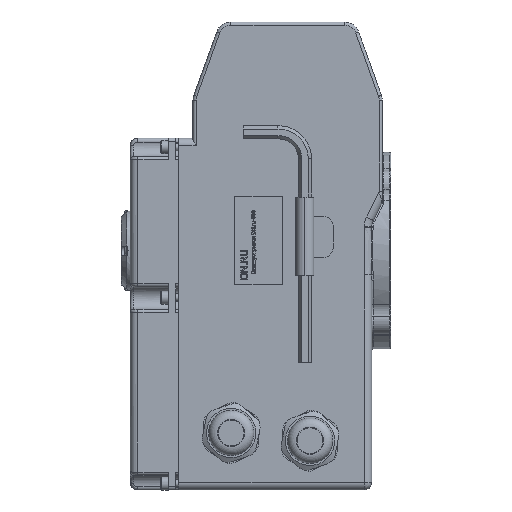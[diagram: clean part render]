
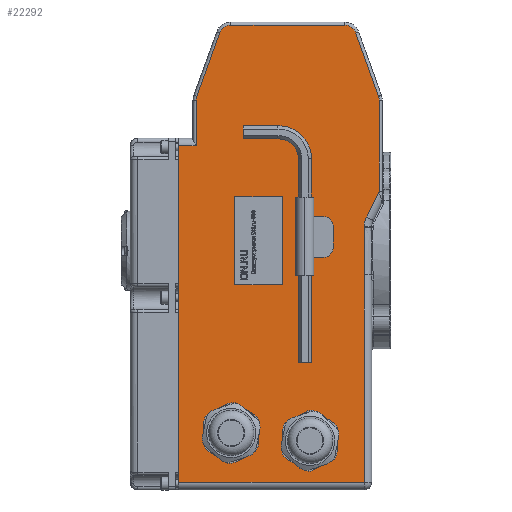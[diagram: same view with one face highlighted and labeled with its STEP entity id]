
A CAD part, left-side view. The second image highlights one B-rep face of the part: STEP entity #22292.
In plain terms, the highlighted planar face has unit normal (-1, 0, 0).
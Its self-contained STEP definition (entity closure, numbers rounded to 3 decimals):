
#490=B_SPLINE_CURVE_WITH_KNOTS('',3,(#31773,#31774,#31775,#31776,#31777,
#31778,#31779),.UNSPECIFIED.,.F.,.F.,(4,1,1,1,4),(9.795,10.696,
11.597,12.273,12.949),.UNSPECIFIED.);
#491=B_SPLINE_CURVE_WITH_KNOTS('',3,(#31781,#31782,#31783,#31784),
 .UNSPECIFIED.,.F.,.F.,(4,4),(0.654,0.724),
 .UNSPECIFIED.);
#1199=FACE_BOUND('',#3174,.T.);
#1299=PLANE('',#23920);
#1923=FACE_OUTER_BOUND('',#3173,.T.);
#3173=EDGE_LOOP('',(#14716,#14717,#14718,#14719,#14720,#14721,#14722,#14723,
#14724,#14725,#14726,#14727,#14728,#14729,#14730,#14731,#14732));
#3174=EDGE_LOOP('',(#14733,#14734,#14735,#14736));
#4552=LINE('',#31557,#6367);
#4554=LINE('',#31569,#6369);
#4556=LINE('',#31581,#6371);
#4558=LINE('',#31593,#6373);
#4560=LINE('',#31605,#6375);
#4564=LINE('',#31756,#6379);
#4565=LINE('',#31765,#6380);
#4566=LINE('',#31767,#6381);
#4567=LINE('',#31769,#6382);
#4568=LINE('',#31771,#6383);
#4569=LINE('',#31788,#6384);
#4570=LINE('',#31790,#6385);
#4571=LINE('',#31792,#6386);
#4572=LINE('',#31793,#6387);
#6367=VECTOR('',#26085,10.);
#6369=VECTOR('',#26099,10.);
#6371=VECTOR('',#26113,10.);
#6373=VECTOR('',#26127,10.);
#6375=VECTOR('',#26141,10.);
#6379=VECTOR('',#26167,10.);
#6380=VECTOR('',#26172,10.);
#6381=VECTOR('',#26173,10.);
#6382=VECTOR('',#26174,10.);
#6383=VECTOR('',#26175,10.);
#6384=VECTOR('',#26178,10.);
#6385=VECTOR('',#26179,10.);
#6386=VECTOR('',#26180,10.);
#6387=VECTOR('',#26181,10.);
#8192=CIRCLE('',#23887,8.);
#8196=CIRCLE('',#23893,8.);
#8200=CIRCLE('',#23899,8.);
#8204=CIRCLE('',#23905,8.);
#8211=CIRCLE('',#23921,15.);
#9032=VERTEX_POINT('',#31543);
#9035=VERTEX_POINT('',#31548);
#9036=VERTEX_POINT('',#31559);
#9038=VERTEX_POINT('',#31565);
#9040=VERTEX_POINT('',#31571);
#9042=VERTEX_POINT('',#31577);
#9044=VERTEX_POINT('',#31583);
#9046=VERTEX_POINT('',#31589);
#9048=VERTEX_POINT('',#31595);
#9050=VERTEX_POINT('',#31601);
#9061=VERTEX_POINT('',#31755);
#9063=VERTEX_POINT('',#31764);
#9064=VERTEX_POINT('',#31766);
#9065=VERTEX_POINT('',#31768);
#9066=VERTEX_POINT('',#31770);
#9067=VERTEX_POINT('',#31772);
#9068=VERTEX_POINT('',#31780);
#9069=VERTEX_POINT('',#31786);
#9070=VERTEX_POINT('',#31787);
#9071=VERTEX_POINT('',#31789);
#9072=VERTEX_POINT('',#31791);
#11236=EDGE_CURVE('',#9035,#9032,#4552,.T.);
#11239=EDGE_CURVE('',#9032,#9036,#8192,.T.);
#11242=EDGE_CURVE('',#9036,#9038,#4554,.T.);
#11245=EDGE_CURVE('',#9038,#9040,#8196,.T.);
#11248=EDGE_CURVE('',#9040,#9042,#4556,.T.);
#11251=EDGE_CURVE('',#9042,#9044,#8200,.T.);
#11254=EDGE_CURVE('',#9044,#9046,#4558,.T.);
#11257=EDGE_CURVE('',#9046,#9048,#8204,.T.);
#11260=EDGE_CURVE('',#9048,#9050,#4560,.T.);
#11276=EDGE_CURVE('',#9050,#9061,#4564,.T.);
#11279=EDGE_CURVE('',#9063,#9035,#4565,.T.);
#11280=EDGE_CURVE('',#9064,#9063,#4566,.T.);
#11281=EDGE_CURVE('',#9065,#9064,#4567,.T.);
#11282=EDGE_CURVE('',#9066,#9065,#4568,.T.);
#11283=EDGE_CURVE('',#9067,#9066,#490,.T.);
#11284=EDGE_CURVE('',#9068,#9067,#491,.T.);
#11285=EDGE_CURVE('',#9061,#9068,#8211,.T.);
#11286=EDGE_CURVE('',#9069,#9070,#4569,.T.);
#11287=EDGE_CURVE('',#9070,#9071,#4570,.T.);
#11288=EDGE_CURVE('',#9071,#9072,#4571,.T.);
#11289=EDGE_CURVE('',#9072,#9069,#4572,.T.);
#14716=ORIENTED_EDGE('',*,*,#11260,.F.);
#14717=ORIENTED_EDGE('',*,*,#11257,.F.);
#14718=ORIENTED_EDGE('',*,*,#11254,.F.);
#14719=ORIENTED_EDGE('',*,*,#11251,.F.);
#14720=ORIENTED_EDGE('',*,*,#11248,.F.);
#14721=ORIENTED_EDGE('',*,*,#11245,.F.);
#14722=ORIENTED_EDGE('',*,*,#11242,.F.);
#14723=ORIENTED_EDGE('',*,*,#11239,.F.);
#14724=ORIENTED_EDGE('',*,*,#11236,.F.);
#14725=ORIENTED_EDGE('',*,*,#11279,.F.);
#14726=ORIENTED_EDGE('',*,*,#11280,.F.);
#14727=ORIENTED_EDGE('',*,*,#11281,.F.);
#14728=ORIENTED_EDGE('',*,*,#11282,.F.);
#14729=ORIENTED_EDGE('',*,*,#11283,.F.);
#14730=ORIENTED_EDGE('',*,*,#11284,.F.);
#14731=ORIENTED_EDGE('',*,*,#11285,.F.);
#14732=ORIENTED_EDGE('',*,*,#11276,.F.);
#14733=ORIENTED_EDGE('',*,*,#11286,.T.);
#14734=ORIENTED_EDGE('',*,*,#11287,.T.);
#14735=ORIENTED_EDGE('',*,*,#11288,.T.);
#14736=ORIENTED_EDGE('',*,*,#11289,.T.);
#22292=ADVANCED_FACE('',(#1923,#1199),#1299,.F.);
#23887=AXIS2_PLACEMENT_3D('',#31563,#26092,#26093);
#23893=AXIS2_PLACEMENT_3D('',#31575,#26106,#26107);
#23899=AXIS2_PLACEMENT_3D('',#31587,#26120,#26121);
#23905=AXIS2_PLACEMENT_3D('',#31599,#26134,#26135);
#23920=AXIS2_PLACEMENT_3D('',#31763,#26170,#26171);
#23921=AXIS2_PLACEMENT_3D('',#31785,#26176,#26177);
#26085=DIRECTION('',(0.,0.,1.));
#26092=DIRECTION('center_axis',(1.,0.,0.));
#26093=DIRECTION('ref_axis',(0.,0.985,0.172));
#26099=DIRECTION('',(0.,-0.339,0.941));
#26106=DIRECTION('center_axis',(1.,0.,0.));
#26107=DIRECTION('ref_axis',(0.,0.575,0.818));
#26113=DIRECTION('',(0.,-1.,0.));
#26120=DIRECTION('center_axis',(1.,0.,0.));
#26121=DIRECTION('ref_axis',(0.,-0.575,0.818));
#26127=DIRECTION('',(0.,-0.339,-0.941));
#26134=DIRECTION('center_axis',(1.,0.,0.));
#26135=DIRECTION('ref_axis',(0.,-0.985,0.172));
#26141=DIRECTION('',(0.,0.,-1.));
#26167=DIRECTION('',(0.,0.445,-0.896));
#26170=DIRECTION('center_axis',(1.,0.,0.));
#26171=DIRECTION('ref_axis',(0.,0.,-1.));
#26172=DIRECTION('',(0.,-1.,0.));
#26173=DIRECTION('',(0.,0.,1.));
#26174=DIRECTION('',(0.,1.,0.));
#26175=DIRECTION('',(0.,0.,-1.));
#26176=DIRECTION('center_axis',(-1.,0.,0.));
#26177=DIRECTION('ref_axis',(0.,0.974,0.228));
#26178=DIRECTION('',(0.,1.,0.));
#26179=DIRECTION('',(0.,0.,1.));
#26180=DIRECTION('',(0.,-1.,0.));
#26181=DIRECTION('',(0.,0.,-1.));
#31543=CARTESIAN_POINT('',(0.,60.5,102.755));
#31548=CARTESIAN_POINT('',(0.,60.5,72.829));
#31557=CARTESIAN_POINT('',(0.,60.5,17.75));
#31559=CARTESIAN_POINT('',(0.,60.027,105.465));
#31563=CARTESIAN_POINT('Origin',(0.,52.5,102.755));
#31565=CARTESIAN_POINT('',(0.,44.999,147.21));
#31569=CARTESIAN_POINT('',(0.,73.685,67.527));
#31571=CARTESIAN_POINT('',(0.,37.472,152.5));
#31575=CARTESIAN_POINT('Origin',(0.,37.472,144.5));
#31577=CARTESIAN_POINT('',(0.,-37.472,152.5));
#31581=CARTESIAN_POINT('',(0.,22.25,152.5));
#31583=CARTESIAN_POINT('',(0.,-44.999,147.21));
#31587=CARTESIAN_POINT('Origin',(0.,-37.472,144.5));
#31589=CARTESIAN_POINT('',(0.,-60.027,105.465));
#31593=CARTESIAN_POINT('',(0.,-64.685,92.527));
#31595=CARTESIAN_POINT('',(0.,-60.5,102.755));
#31599=CARTESIAN_POINT('Origin',(0.,-52.5,102.755));
#31601=CARTESIAN_POINT('',(0.,-60.5,42.716));
#31605=CARTESIAN_POINT('',(0.,-60.5,52.25));
#31755=CARTESIAN_POINT('',(0.,-52.065,25.724));
#31756=CARTESIAN_POINT('',(0.,-44.773,11.037));
#31763=CARTESIAN_POINT('Origin',(0.,0.,0.));
#31764=CARTESIAN_POINT('',(0.,71.8,72.829));
#31765=CARTESIAN_POINT('',(0.,31.25,72.829));
#31766=CARTESIAN_POINT('',(0.,71.8,-149.5));
#31767=CARTESIAN_POINT('',(0.,71.8,-154.5));
#31768=CARTESIAN_POINT('',(0.,-50.5,-149.5));
#31769=CARTESIAN_POINT('',(0.,-27.75,-149.5));
#31770=CARTESIAN_POINT('',(0.,-50.5,-12.5));
#31771=CARTESIAN_POINT('',(0.,-50.5,10.7));
#31772=CARTESIAN_POINT('',(0.,-50.501,19.027));
#31773=CARTESIAN_POINT('Ctrl Pts',(0.,-50.501,
19.027));
#31774=CARTESIAN_POINT('Ctrl Pts',(0.,-50.518,
16.022));
#31775=CARTESIAN_POINT('Ctrl Pts',(0.,-50.841,
10.016));
#31776=CARTESIAN_POINT('Ctrl Pts',(0.,-50.986,
1.759));
#31777=CARTESIAN_POINT('Ctrl Pts',(0.,-50.676,
-5.746));
#31778=CARTESIAN_POINT('Ctrl Pts',(0.,-50.5,-10.248));
#31779=CARTESIAN_POINT('Ctrl Pts',(0.,-50.5,-12.5));
#31780=CARTESIAN_POINT('',(0.,-50.515,19.723));
#31781=CARTESIAN_POINT('Ctrl Pts',(0.,-50.515,
19.723));
#31782=CARTESIAN_POINT('Ctrl Pts',(0.,-50.505,
19.491));
#31783=CARTESIAN_POINT('Ctrl Pts',(0.,-50.5,
19.259));
#31784=CARTESIAN_POINT('Ctrl Pts',(0.,-50.501,19.027));
#31785=CARTESIAN_POINT('Origin',(0.,-65.5,19.054));
#31786=CARTESIAN_POINT('',(0.,3.522,-18.847));
#31787=CARTESIAN_POINT('',(0.,34.889,-18.847));
#31788=CARTESIAN_POINT('',(0.,17.444,-18.847));
#31789=CARTESIAN_POINT('',(0.,34.889,39.262));
#31790=CARTESIAN_POINT('',(0.,34.889,19.631));
#31791=CARTESIAN_POINT('',(0.,3.522,39.262));
#31792=CARTESIAN_POINT('',(0.,1.761,39.262));
#31793=CARTESIAN_POINT('',(0.,3.522,-9.423));
